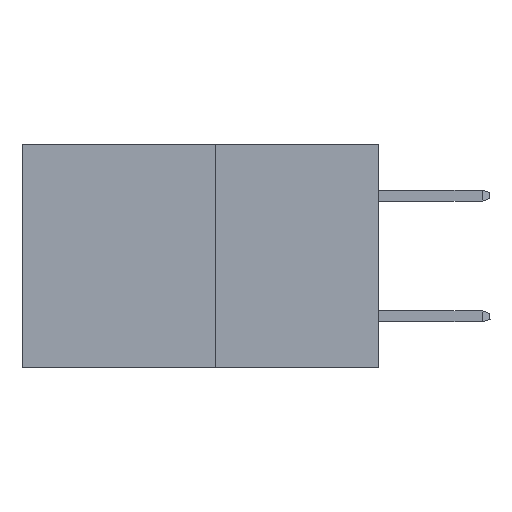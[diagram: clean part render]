
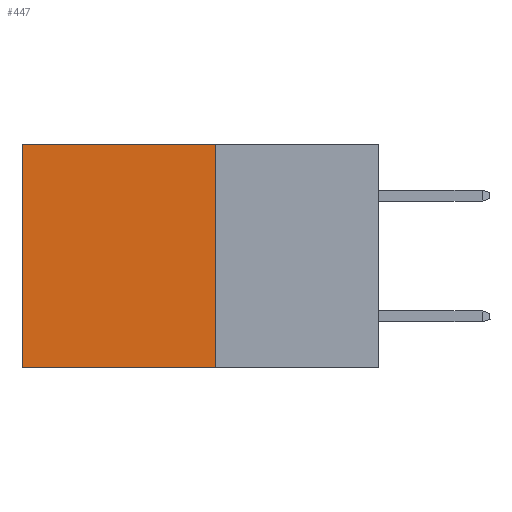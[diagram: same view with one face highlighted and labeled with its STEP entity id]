
A CAD part, left-side view. The second image highlights one B-rep face of the part: STEP entity #447.
In plain terms, the highlighted planar face has unit normal (-1, 0, 0).
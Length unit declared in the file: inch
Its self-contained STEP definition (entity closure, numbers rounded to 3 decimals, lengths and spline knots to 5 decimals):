
#6 = ORIENTED_EDGE ( 'NONE', *, *, #11006, .T. ) ;
#118 = CARTESIAN_POINT ( 'NONE',  ( 0.277, 0.27, 0. ) ) ;
#175 = DIRECTION ( 'NONE',  ( 0., 1., 0. ) ) ;
#402 = LINE ( 'NONE', #8597, #4104 ) ;
#447 = ADVANCED_FACE ( 'NONE', ( #10577 ), #11258, .F. ) ;
#453 = VECTOR ( 'NONE', #3960, 39.37008 ) ;
#822 = ORIENTED_EDGE ( 'NONE', *, *, #4449, .F. ) ;
#2060 = LINE ( 'NONE', #10026, #9636 ) ;
#2354 = CARTESIAN_POINT ( 'NONE',  ( 0.277, 0.59, -0.37 ) ) ;
#2851 = LINE ( 'NONE', #118, #15115 ) ;
#3960 = DIRECTION ( 'NONE',  ( 0., 0., -1. ) ) ;
#4104 = VECTOR ( 'NONE', #8735, 39.37008 ) ;
#4449 = EDGE_CURVE ( 'NONE', #6098, #18696, #2060, .T. ) ;
#5345 = VERTEX_POINT ( 'NONE', #15516 ) ;
#6098 = VERTEX_POINT ( 'NONE', #15627 ) ;
#8597 = CARTESIAN_POINT ( 'NONE',  ( 0.277, 0.27, -0.37 ) ) ;
#8735 = DIRECTION ( 'NONE',  ( 0., 1., 0. ) ) ;
#8970 = LINE ( 'NONE', #2354, #453 ) ;
#9636 = VECTOR ( 'NONE', #14786, 39.37008 ) ;
#9820 = EDGE_LOOP ( 'NONE', ( #18146, #12304, #822, #6 ) ) ;
#10026 = CARTESIAN_POINT ( 'NONE',  ( 0.277, 0.27, -0.37 ) ) ;
#10080 = CARTESIAN_POINT ( 'NONE',  ( 0.277, 0.59, -0.37 ) ) ;
#10577 = FACE_OUTER_BOUND ( 'NONE', #9820, .T. ) ;
#11006 = EDGE_CURVE ( 'NONE', #6098, #5345, #2851, .T. ) ;
#11145 = DIRECTION ( 'NONE',  ( 0., 0., -1. ) ) ;
#11185 = DIRECTION ( 'NONE',  ( 1., 0., 0. ) ) ;
#11258 = PLANE ( 'NONE',  #12536 ) ;
#11778 = CARTESIAN_POINT ( 'NONE',  ( 0.277, 0.27, -0.37 ) ) ;
#12304 = ORIENTED_EDGE ( 'NONE', *, *, #12526, .F. ) ;
#12526 = EDGE_CURVE ( 'NONE', #18696, #14026, #402, .T. ) ;
#12536 = AXIS2_PLACEMENT_3D ( 'NONE', #11778, #11185, #11145 ) ;
#14026 = VERTEX_POINT ( 'NONE', #10080 ) ;
#14786 = DIRECTION ( 'NONE',  ( 0., 0., -1. ) ) ;
#15115 = VECTOR ( 'NONE', #175, 39.37008 ) ;
#15516 = CARTESIAN_POINT ( 'NONE',  ( 0.277, 0.59, 0. ) ) ;
#15627 = CARTESIAN_POINT ( 'NONE',  ( 0.277, 0.27, 0. ) ) ;
#17194 = EDGE_CURVE ( 'NONE', #5345, #14026, #8970, .T. ) ;
#18146 = ORIENTED_EDGE ( 'NONE', *, *, #17194, .T. ) ;
#18696 = VERTEX_POINT ( 'NONE', #20050 ) ;
#20050 = CARTESIAN_POINT ( 'NONE',  ( 0.277, 0.27, -0.37 ) ) ;
